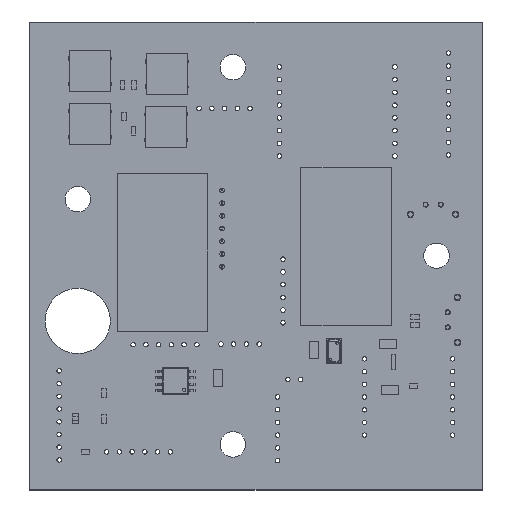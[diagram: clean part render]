
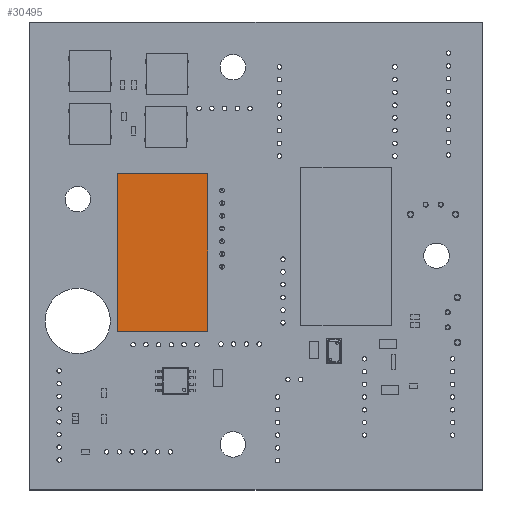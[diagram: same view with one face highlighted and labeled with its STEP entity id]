
A CAD part, top view. The second image highlights one B-rep face of the part: STEP entity #30495.
In plain terms, the highlighted planar face has unit normal (0, 0, 1).
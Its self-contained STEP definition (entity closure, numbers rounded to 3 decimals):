
#30366 = VERTEX_POINT('',#30367);
#30367 = CARTESIAN_POINT('',(35.606,-27.297,3.55));
#30373 = EDGE_CURVE('',#30366,#30374,#30376,.T.);
#30374 = VERTEX_POINT('',#30375);
#30375 = CARTESIAN_POINT('',(17.606,-27.297,3.55));
#30376 = LINE('',#30377,#30378);
#30377 = CARTESIAN_POINT('',(35.606,-27.297,3.55));
#30378 = VECTOR('',#30379,1.);
#30379 = DIRECTION('',(-1.,0.,0.));
#30404 = EDGE_CURVE('',#30374,#30405,#30407,.T.);
#30405 = VERTEX_POINT('',#30406);
#30406 = CARTESIAN_POINT('',(17.606,-58.697,3.55));
#30407 = LINE('',#30408,#30409);
#30408 = CARTESIAN_POINT('',(17.606,-27.297,3.55));
#30409 = VECTOR('',#30410,1.);
#30410 = DIRECTION('',(0.,-1.,0.));
#30435 = EDGE_CURVE('',#30405,#30436,#30438,.T.);
#30436 = VERTEX_POINT('',#30437);
#30437 = CARTESIAN_POINT('',(35.606,-58.697,3.55));
#30438 = LINE('',#30439,#30440);
#30439 = CARTESIAN_POINT('',(17.606,-58.697,3.55));
#30440 = VECTOR('',#30441,1.);
#30441 = DIRECTION('',(1.,0.,0.));
#30466 = EDGE_CURVE('',#30436,#30366,#30467,.T.);
#30467 = LINE('',#30468,#30469);
#30468 = CARTESIAN_POINT('',(35.606,-58.697,3.55));
#30469 = VECTOR('',#30470,1.);
#30470 = DIRECTION('',(0.,1.,0.));
#30495 = ADVANCED_FACE('',(#30496),#30502,.T.);
#30496 = FACE_BOUND('',#30497,.T.);
#30497 = EDGE_LOOP('',(#30498,#30499,#30500,#30501));
#30498 = ORIENTED_EDGE('',*,*,#30373,.T.);
#30499 = ORIENTED_EDGE('',*,*,#30404,.T.);
#30500 = ORIENTED_EDGE('',*,*,#30435,.T.);
#30501 = ORIENTED_EDGE('',*,*,#30466,.T.);
#30502 = PLANE('',#30503);
#30503 = AXIS2_PLACEMENT_3D('',#30504,#30505,#30506);
#30504 = CARTESIAN_POINT('',(26.606,-42.997,3.55));
#30505 = DIRECTION('',(0.,0.,1.));
#30506 = DIRECTION('',(0.,-1.,0.));
